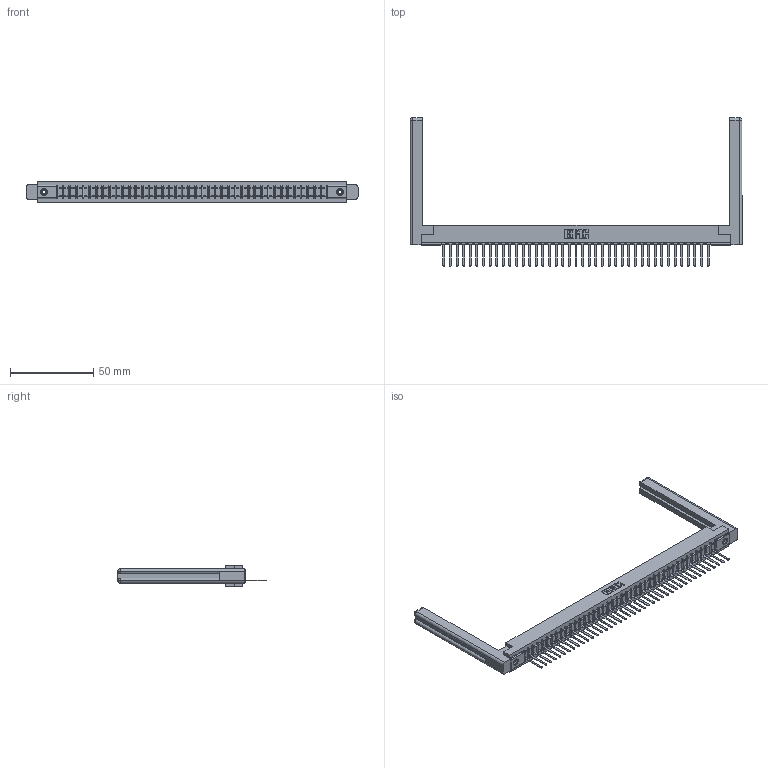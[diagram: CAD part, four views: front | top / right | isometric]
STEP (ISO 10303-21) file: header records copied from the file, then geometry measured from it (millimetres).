
FILE_DESCRIPTION (( 'STEP AP203' ), '1' );
FILE_NAME ('307-041-541-158.STEP', '2019-09-05T11:09:13', ( '' ), ( '' ), 'SwSTEP 2.0', 'SolidWorks 2016', '' );
FILE_SCHEMA (( 'CONFIG_CONTROL_DESIGN' ));
Length unit declared in the file: inch
Products named in the file (5): 307-290-002_541; 345-250-001_345-250-001-102; 307-041-541-158; 307 Part_.156 Dia Mounting Holes; 307-220-058
Assembly tree (46 placements, depth 2):
  307-041-541-158
    307 Part_.156 Dia Mounting Holes
    307-290-002_541  x41
    307-220-058  x2
    345-250-001_345-250-001-102  x2
Bounding box: 199.09 x 88.9 x 12.7 mm (x, y, z)
Volume: 28533.1 mm3; surface area: 32478.1 mm2
Topology: 46 solids, 46 shells, 3336 faces, 10189 edges, 6666 vertices
Faces by surface type: plane 1999, cylinder 1229, sphere 84, torus 12, cone 12
Entity records: 38623 total; most frequent: CARTESIAN_POINT 6523, ORIENTED_EDGE 6452, DIRECTION 6298, EDGE_CURVE 3226, VECTOR 2468, LINE 2468, VERTEX_POINT 2086, AXIS2_PLACEMENT_3D 1915
